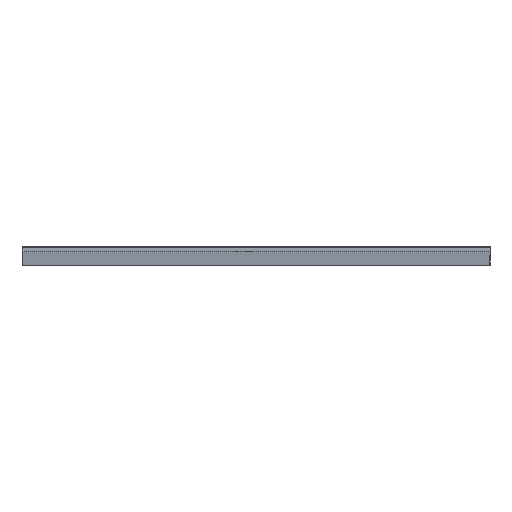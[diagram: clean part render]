
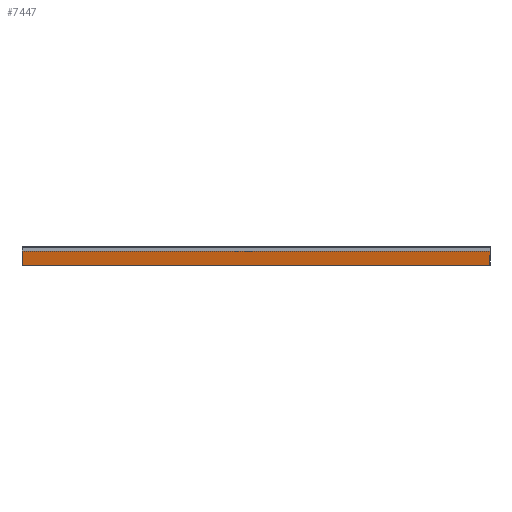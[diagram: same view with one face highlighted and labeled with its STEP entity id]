
A CAD part, front view. The second image highlights one B-rep face of the part: STEP entity #7447.
In plain terms, the highlighted planar face has unit normal (0, -0.988, -0.156).
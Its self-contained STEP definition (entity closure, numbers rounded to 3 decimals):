
#1230 = CARTESIAN_POINT ( 'NONE',  ( 3000., -101.879, -16.136 ) ) ;
#2658 = DIRECTION ( 'NONE',  ( -1., 0., 0. ) ) ;
#2802 = VECTOR ( 'NONE', #19213, 1000. ) ;
#3078 = VECTOR ( 'NONE', #5538, 1000. ) ;
#3910 = DIRECTION ( 'NONE',  ( 0., -0.156, 0.988 ) ) ;
#3922 = VERTEX_POINT ( 'NONE', #29735 ) ;
#4511 = LINE ( 'NONE', #14243, #30193 ) ;
#5538 = DIRECTION ( 'NONE',  ( 0., 0.156, -0.988 ) ) ;
#7447 = ADVANCED_FACE ( 'NONE', ( #14299 ), #21984, .F. ) ;
#7557 = CARTESIAN_POINT ( 'NONE',  ( 3000., -100., -28. ) ) ;
#8633 = CARTESIAN_POINT ( 'NONE',  ( 0., -100., -28. ) ) ;
#9312 = CARTESIAN_POINT ( 'NONE',  ( 3000., -100., -28. ) ) ;
#9815 = ORIENTED_EDGE ( 'NONE', *, *, #16631, .F. ) ;
#10827 = ORIENTED_EDGE ( 'NONE', *, *, #16332, .T. ) ;
#14243 = CARTESIAN_POINT ( 'NONE',  ( 3000., -101.879, -16.136 ) ) ;
#14299 = FACE_OUTER_BOUND ( 'NONE', #25107, .T. ) ;
#14344 = VERTEX_POINT ( 'NONE', #7557 ) ;
#16325 = ORIENTED_EDGE ( 'NONE', *, *, #24094, .F. ) ;
#16332 = EDGE_CURVE ( 'NONE', #25858, #3922, #30989, .T. ) ;
#16474 = DIRECTION ( 'NONE',  ( 0., 0.988, 0.156 ) ) ;
#16631 = EDGE_CURVE ( 'NONE', #22368, #3922, #30793, .T. ) ;
#18271 = CARTESIAN_POINT ( 'NONE',  ( 0., -101.879, -16.136 ) ) ;
#19048 = LINE ( 'NONE', #9312, #2802 ) ;
#19213 = DIRECTION ( 'NONE',  ( -1., 0., 0. ) ) ;
#21984 = PLANE ( 'NONE',  #22986 ) ;
#22368 = VERTEX_POINT ( 'NONE', #25930 ) ;
#22986 = AXIS2_PLACEMENT_3D ( 'NONE', #1230, #16474, #3910 ) ;
#24094 = EDGE_CURVE ( 'NONE', #14344, #22368, #4511, .T. ) ;
#25000 = VECTOR ( 'NONE', #2658, 1000. ) ;
#25107 = EDGE_LOOP ( 'NONE', ( #10827, #9815, #16325, #28277 ) ) ;
#25858 = VERTEX_POINT ( 'NONE', #8633 ) ;
#25930 = CARTESIAN_POINT ( 'NONE',  ( 3000., -85.495, -119.578 ) ) ;
#28277 = ORIENTED_EDGE ( 'NONE', *, *, #30192, .T. ) ;
#29735 = CARTESIAN_POINT ( 'NONE',  ( 0., -85.495, -119.578 ) ) ;
#30192 = EDGE_CURVE ( 'NONE', #14344, #25858, #19048, .T. ) ;
#30193 = VECTOR ( 'NONE', #32478, 1000. ) ;
#30793 = LINE ( 'NONE', #31438, #25000 ) ;
#30989 = LINE ( 'NONE', #18271, #3078 ) ;
#31438 = CARTESIAN_POINT ( 'NONE',  ( 3000., -85.495, -119.578 ) ) ;
#32478 = DIRECTION ( 'NONE',  ( 0., 0.156, -0.988 ) ) ;
